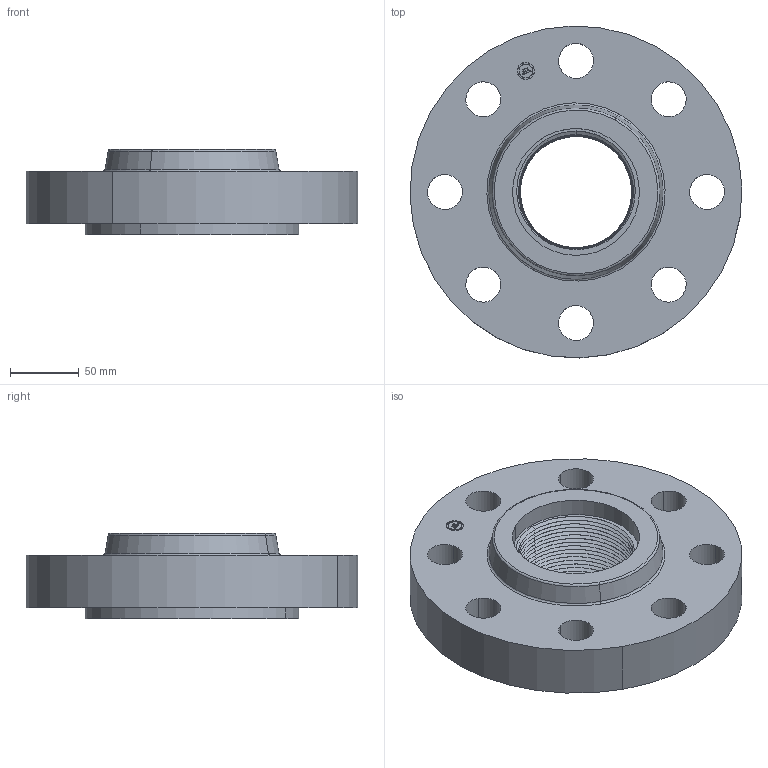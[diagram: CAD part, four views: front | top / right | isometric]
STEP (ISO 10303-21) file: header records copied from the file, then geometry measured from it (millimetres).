
FILE_DESCRIPTION(('3D STEP'),'2;1');
FILE_NAME('3-900-THREADED-RTJ-FLANGE.stp','2013-03-04T06:37:43+00:00',('Texas Flange'),(''),'CATIA Version 5 Release 20 SP 6 (IN-10)','CATIA V5 STEP AP214','800-826-3801');
FILE_SCHEMA(('AUTOMOTIVE_DESIGN { 1 0 10303 214 1 1 1 1 }'));
Length unit declared in the file: inch
Products named in the file (1): 3-900-THREADED-RTJ-FLANGE
Bounding box: 241.23 x 241.23 x 61.79 mm (x, y, z)
Volume: 1542927 mm3; surface area: 166216.1 mm2
Topology: 1 solids, 1 shells, 589 faces, 1564 edges, 999 vertices
Faces by surface type: plane 372, bspline 129, cylinder 42, cone 38, torus 8
Entity records: 23277 total; most frequent: CARTESIAN_POINT 7408, ORIENTED_EDGE 3128, DIRECTION 1987, EDGE_CURVE 1564, VECTOR 1123, LINE 1123, VERTEX_POINT 999, EDGE_LOOP 629
